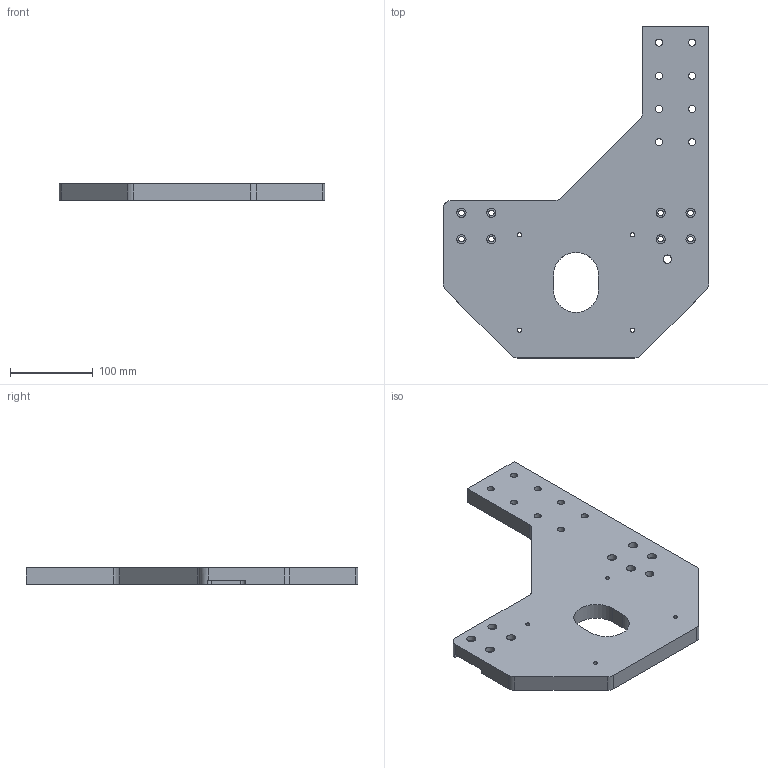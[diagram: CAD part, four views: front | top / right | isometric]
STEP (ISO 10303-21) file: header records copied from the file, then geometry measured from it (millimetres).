
FILE_DESCRIPTION (( 'STEP AP203' ), '1' );
FILE_NAME ('C22-0007.STEP', '2022-05-24T06:24:30', ( '' ), ( '' ), 'SwSTEP 2.0', 'SolidWorks 2020', '' );
FILE_SCHEMA (( 'CONFIG_CONTROL_DESIGN' ));
Length unit declared in the file: millimetre
Products named in the file (1): C22-0007
Bounding box: 320 x 400 x 20 mm (x, y, z)
Volume: 1376848.9 mm3; surface area: 184344.3 mm2
Topology: 1 solids, 1 shells, 124 faces, 318 edges, 212 vertices
Faces by surface type: cylinder 87, plane 37
Entity records: 4022 total; most frequent: DIRECTION 743, CARTESIAN_POINT 655, ORIENTED_EDGE 636, EDGE_CURVE 318, AXIS2_PLACEMENT_3D 300, VERTEX_POINT 212, EDGE_LOOP 184, CIRCLE 175
